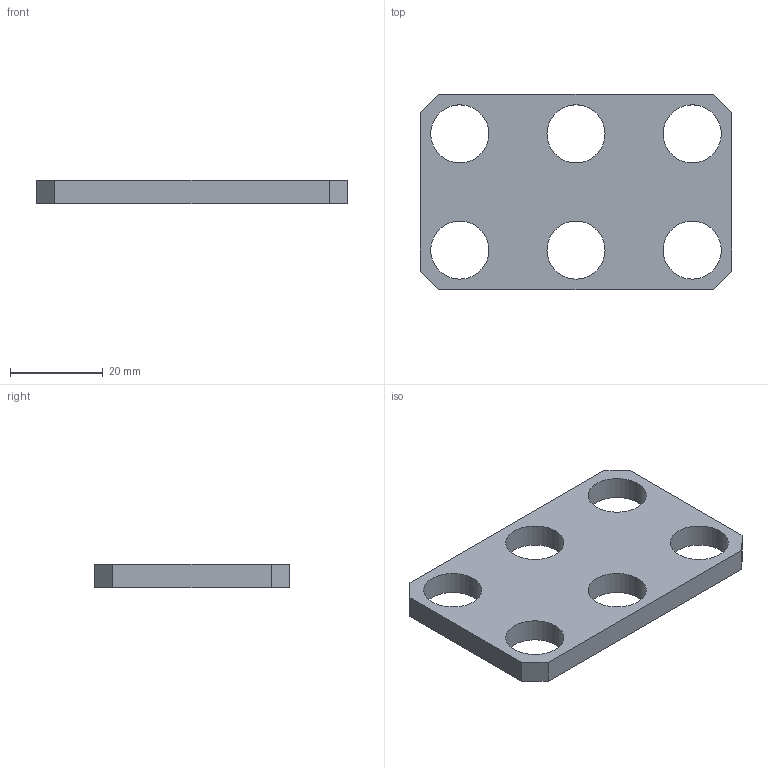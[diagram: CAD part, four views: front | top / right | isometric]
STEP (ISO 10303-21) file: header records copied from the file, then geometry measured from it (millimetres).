
FILE_DESCRIPTION((''),'2;1');
FILE_NAME('SV4124V.ipt.step','2007-09-10T15:15:19',(''),(''),'Autodesk Inventor 11','Autodesk Inventor 11','');
FILE_SCHEMA(('AUTOMOTIVE_DESIGN { 1 0 10303 214 1 1 1 1 }'));
Length unit declared in the file: millimetre
Products named in the file (1): SV4124V
Bounding box: 67 x 42 x 5 mm (x, y, z)
Volume: 10229.2 mm3; surface area: 6312.3 mm2
Topology: 1 solids, 1 shells, 16 faces, 48 edges, 34 vertices
Faces by surface type: plane 10, bspline 6
Entity records: 593 total; most frequent: CARTESIAN_POINT 183, ORIENTED_EDGE 72, DIRECTION 70, EDGE_CURVE 36, EDGE_LOOP 34, VERTEX_POINT 28, VECTOR 24, LINE 24
